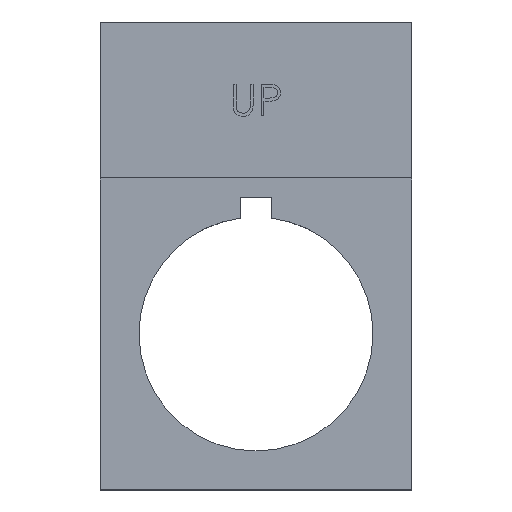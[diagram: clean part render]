
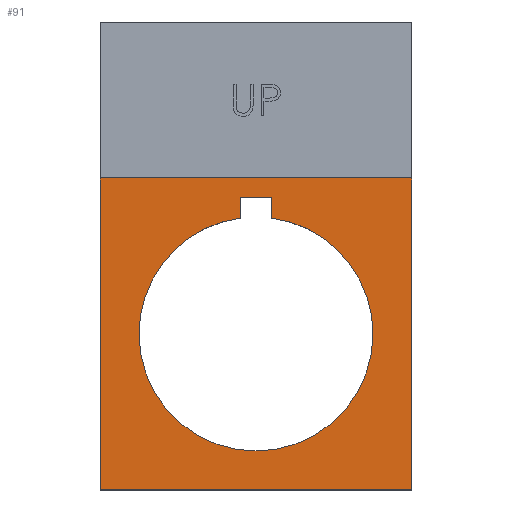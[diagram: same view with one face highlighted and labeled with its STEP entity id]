
A CAD part, top view. The second image highlights one B-rep face of the part: STEP entity #91.
In plain terms, the highlighted planar face has unit normal (0, 0, 1).
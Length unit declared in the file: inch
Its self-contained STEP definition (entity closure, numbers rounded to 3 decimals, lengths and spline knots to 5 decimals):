
#30 = LINE ( 'NONE', #871, #495 ) ;
#51 = FACE_OUTER_BOUND ( 'NONE', #1289, .T. ) ;
#54 = VERTEX_POINT ( 'NONE', #636 ) ;
#57 = DIRECTION ( 'NONE',  ( 0., -1., 0. ) ) ;
#74 = EDGE_LOOP ( 'NONE', ( #1721, #2092, #874, #861, #1306, #451 ) ) ;
#91 = ADVANCED_FACE ( 'NONE', ( #1218, #51 ), #2609, .T. ) ;
#117 = LINE ( 'NONE', #1250, #2608 ) ;
#178 = CIRCLE ( 'NONE', #2489, 0.44291 ) ;
#208 = EDGE_CURVE ( 'NONE', #299, #2281, #389, .T. ) ;
#221 = VECTOR ( 'NONE', #1097, 39.37008 ) ;
#299 = VERTEX_POINT ( 'NONE', #2548 ) ;
#334 = VERTEX_POINT ( 'NONE', #1789 ) ;
#371 = EDGE_CURVE ( 'NONE', #2281, #418, #1416, .T. ) ;
#376 = VECTOR ( 'NONE', #612, 39.37008 ) ;
#380 = EDGE_CURVE ( 'NONE', #418, #749, #178, .T. ) ;
#389 = CIRCLE ( 'NONE', #2534, 0.44291 ) ;
#414 = CARTESIAN_POINT ( 'NONE',  ( -0.05906, 0.43896, 0.01969 ) ) ;
#418 = VERTEX_POINT ( 'NONE', #804 ) ;
#451 = ORIENTED_EDGE ( 'NONE', *, *, #1013, .T. ) ;
#482 = DIRECTION ( 'NONE',  ( 0., 1., 0. ) ) ;
#495 = VECTOR ( 'NONE', #482, 39.37008 ) ;
#501 = VECTOR ( 'NONE', #672, 39.37008 ) ;
#527 = ORIENTED_EDGE ( 'NONE', *, *, #908, .F. ) ;
#591 = CARTESIAN_POINT ( 'NONE',  ( 0.59055, -0.59055, 0.01969 ) ) ;
#600 = AXIS2_PLACEMENT_3D ( 'NONE', #812, #2431, #995 ) ;
#612 = DIRECTION ( 'NONE',  ( 0., -1., 0. ) ) ;
#622 = EDGE_CURVE ( 'NONE', #2485, #334, #1781, .T. ) ;
#631 = CARTESIAN_POINT ( 'NONE',  ( 0.59055, -0.59055, 0.01969 ) ) ;
#636 = CARTESIAN_POINT ( 'NONE',  ( -0.59055, -0.59055, 0.01969 ) ) ;
#672 = DIRECTION ( 'NONE',  ( -1., 0., 0. ) ) ;
#678 = CARTESIAN_POINT ( 'NONE',  ( -0.59055, 1.1811, 0.01969 ) ) ;
#749 = VERTEX_POINT ( 'NONE', #414 ) ;
#804 = CARTESIAN_POINT ( 'NONE',  ( -0.44291, 0., 0.01969 ) ) ;
#812 = CARTESIAN_POINT ( 'NONE',  ( 0., 0., 0.01969 ) ) ;
#815 = VERTEX_POINT ( 'NONE', #631 ) ;
#821 = DIRECTION ( 'NONE',  ( 0., 0., -1. ) ) ;
#861 = ORIENTED_EDGE ( 'NONE', *, *, #371, .T. ) ;
#871 = CARTESIAN_POINT ( 'NONE',  ( -0.05906, 0.5177, 0.01969 ) ) ;
#874 = ORIENTED_EDGE ( 'NONE', *, *, #208, .T. ) ;
#908 = EDGE_CURVE ( 'NONE', #54, #334, #1110, .T. ) ;
#920 = LINE ( 'NONE', #591, #376 ) ;
#973 = DIRECTION ( 'NONE',  ( 1., 0., 0. ) ) ;
#995 = DIRECTION ( 'NONE',  ( 1., 0., 0. ) ) ;
#1013 = EDGE_CURVE ( 'NONE', #749, #1674, #30, .T. ) ;
#1070 = CARTESIAN_POINT ( 'NONE',  ( 0.44291, 0., 0.01969 ) ) ;
#1097 = DIRECTION ( 'NONE',  ( 0., 1., 0. ) ) ;
#1103 = EDGE_CURVE ( 'NONE', #1674, #2062, #1386, .T. ) ;
#1110 = LINE ( 'NONE', #678, #221 ) ;
#1182 = ORIENTED_EDGE ( 'NONE', *, *, #1919, .F. ) ;
#1218 = FACE_BOUND ( 'NONE', #74, .T. ) ;
#1219 = DIRECTION ( 'NONE',  ( 0., 0., 1. ) ) ;
#1250 = CARTESIAN_POINT ( 'NONE',  ( 0.05906, 0.43896, 0.01969 ) ) ;
#1289 = EDGE_LOOP ( 'NONE', ( #1557, #1182, #1832, #527 ) ) ;
#1306 = ORIENTED_EDGE ( 'NONE', *, *, #380, .T. ) ;
#1307 = CARTESIAN_POINT ( 'NONE',  ( -0.59055, 0.59055, 0.01969 ) ) ;
#1321 = CARTESIAN_POINT ( 'NONE',  ( -0.19685, 0.59055, 0.01969 ) ) ;
#1331 = EDGE_CURVE ( 'NONE', #2062, #299, #117, .T. ) ;
#1355 = CARTESIAN_POINT ( 'NONE',  ( 0.59055, 0.59055, 0.01969 ) ) ;
#1363 = CARTESIAN_POINT ( 'NONE',  ( 0.05906, 0.5177, 0.01969 ) ) ;
#1386 = LINE ( 'NONE', #1363, #2241 ) ;
#1416 = CIRCLE ( 'NONE', #600, 0.44291 ) ;
#1420 = DIRECTION ( 'NONE',  ( 1., 0., 0. ) ) ;
#1546 = LINE ( 'NONE', #2498, #501 ) ;
#1557 = ORIENTED_EDGE ( 'NONE', *, *, #2275, .F. ) ;
#1621 = CARTESIAN_POINT ( 'NONE',  ( 0.05906, 0.5177, 0.01969 ) ) ;
#1627 = CARTESIAN_POINT ( 'NONE',  ( -0.05906, 0.5177, 0.01969 ) ) ;
#1674 = VERTEX_POINT ( 'NONE', #1627 ) ;
#1675 = CARTESIAN_POINT ( 'NONE',  ( 0., 0., 0.01969 ) ) ;
#1721 = ORIENTED_EDGE ( 'NONE', *, *, #1103, .T. ) ;
#1781 = B_SPLINE_CURVE_WITH_KNOTS ( 'NONE', 3,
 ( #2482, #1875, #1321, #1307 ),
 .UNSPECIFIED., .F., .F.,
 ( 4, 4 ),
 ( 0., 1. ),
 .UNSPECIFIED. ) ;
#1789 = CARTESIAN_POINT ( 'NONE',  ( -0.59055, 0.59055, 0.01969 ) ) ;
#1832 = ORIENTED_EDGE ( 'NONE', *, *, #622, .T. ) ;
#1875 = CARTESIAN_POINT ( 'NONE',  ( 0.19685, 0.59055, 0.01969 ) ) ;
#1919 = EDGE_CURVE ( 'NONE', #2485, #815, #920, .T. ) ;
#2062 = VERTEX_POINT ( 'NONE', #1621 ) ;
#2085 = DIRECTION ( 'NONE',  ( 0., 0., -1. ) ) ;
#2092 = ORIENTED_EDGE ( 'NONE', *, *, #1331, .T. ) ;
#2241 = VECTOR ( 'NONE', #973, 39.37008 ) ;
#2275 = EDGE_CURVE ( 'NONE', #815, #54, #1546, .T. ) ;
#2281 = VERTEX_POINT ( 'NONE', #1070 ) ;
#2286 = AXIS2_PLACEMENT_3D ( 'NONE', #2417, #1219, #1420 ) ;
#2290 = DIRECTION ( 'NONE',  ( 1., 0., 0. ) ) ;
#2399 = CARTESIAN_POINT ( 'NONE',  ( 0., 0., 0.01969 ) ) ;
#2417 = CARTESIAN_POINT ( 'NONE',  ( 0., 0.29528, 0.01969 ) ) ;
#2431 = DIRECTION ( 'NONE',  ( 0., 0., -1. ) ) ;
#2482 = CARTESIAN_POINT ( 'NONE',  ( 0.59055, 0.59055, 0.01969 ) ) ;
#2485 = VERTEX_POINT ( 'NONE', #1355 ) ;
#2489 = AXIS2_PLACEMENT_3D ( 'NONE', #2399, #821, #2598 ) ;
#2498 = CARTESIAN_POINT ( 'NONE',  ( -0.59055, -0.59055, 0.01969 ) ) ;
#2534 = AXIS2_PLACEMENT_3D ( 'NONE', #1675, #2085, #2290 ) ;
#2548 = CARTESIAN_POINT ( 'NONE',  ( 0.05906, 0.43896, 0.01969 ) ) ;
#2598 = DIRECTION ( 'NONE',  ( 1., 0., 0. ) ) ;
#2608 = VECTOR ( 'NONE', #57, 39.37008 ) ;
#2609 = PLANE ( 'NONE',  #2286 ) ;
